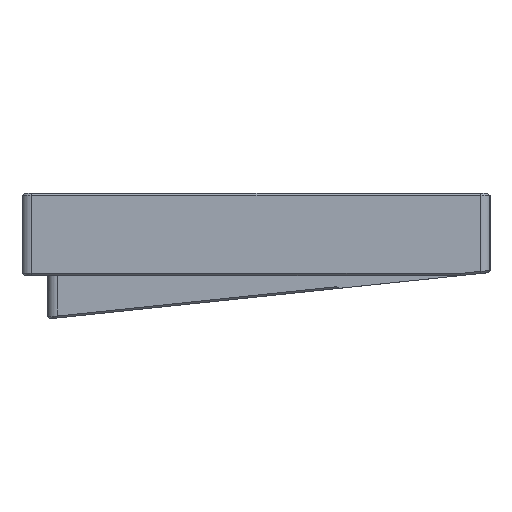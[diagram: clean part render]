
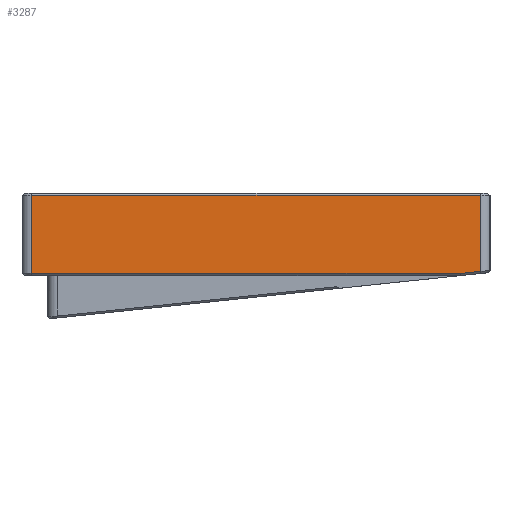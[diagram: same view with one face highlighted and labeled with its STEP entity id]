
A CAD part, left-side view. The second image highlights one B-rep face of the part: STEP entity #3287.
In plain terms, the highlighted planar face has unit normal (-1, 0, 0).
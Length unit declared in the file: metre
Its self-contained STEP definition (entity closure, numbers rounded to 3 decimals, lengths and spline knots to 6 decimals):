
#179=LINE('',#5287,#479);
#180=LINE('',#5290,#480);
#181=LINE('',#5292,#481);
#182=LINE('',#5294,#482);
#183=LINE('',#5296,#483);
#479=VECTOR('',#4146,1.);
#480=VECTOR('',#4147,1.);
#481=VECTOR('',#4148,1.);
#482=VECTOR('',#4149,1.);
#483=VECTOR('',#4150,1.);
#683=PLANE('',#3573);
#1133=ORIENTED_EDGE('',*,*,#2092,.T.);
#1134=ORIENTED_EDGE('',*,*,#2093,.T.);
#1135=ORIENTED_EDGE('',*,*,#2094,.T.);
#1136=ORIENTED_EDGE('',*,*,#2095,.T.);
#1137=ORIENTED_EDGE('',*,*,#2096,.T.);
#2092=EDGE_CURVE('',#2569,#2570,#179,.T.);
#2093=EDGE_CURVE('',#2570,#2571,#180,.T.);
#2094=EDGE_CURVE('',#2571,#2572,#181,.T.);
#2095=EDGE_CURVE('',#2572,#2573,#182,.T.);
#2096=EDGE_CURVE('',#2573,#2569,#183,.F.);
#2569=VERTEX_POINT('',#5288);
#2570=VERTEX_POINT('',#5289);
#2571=VERTEX_POINT('',#5291);
#2572=VERTEX_POINT('',#5293);
#2573=VERTEX_POINT('',#5295);
#2757=EDGE_LOOP('',(#1133,#1134,#1135,#1136,#1137));
#2984=FACE_BOUND('',#2757,.T.);
#3287=ADVANCED_FACE('',(#2984),#683,.T.);
#3573=AXIS2_PLACEMENT_3D('',#5286,#4144,#4145);
#4144=DIRECTION('',(-1.,0.,0.));
#4145=DIRECTION('',(0.,0.,1.));
#4146=DIRECTION('',(0.,-1.,0.));
#4147=DIRECTION('',(0.,-0.995,0.105));
#4148=DIRECTION('',(0.,0.,1.));
#4149=DIRECTION('',(0.,1.,0.));
#4150=DIRECTION('',(0.,0.,1.));
#5286=CARTESIAN_POINT('',(-0.157375,0.,-0.000002));
#5287=CARTESIAN_POINT('',(-0.157375,0.,0.011347));
#5288=CARTESIAN_POINT('',(-0.157375,0.05285,0.011347));
#5289=CARTESIAN_POINT('',(-0.157375,-0.048074,0.011347));
#5290=CARTESIAN_POINT('',(-0.157375,0.000655,0.006225));
#5291=CARTESIAN_POINT('',(-0.157375,-0.05285,0.011849));
#5292=CARTESIAN_POINT('',(-0.157375,-0.05285,0.030247));
#5293=CARTESIAN_POINT('',(-0.157375,-0.05285,0.029747));
#5294=CARTESIAN_POINT('',(-0.157375,0.05285,0.029747));
#5295=CARTESIAN_POINT('',(-0.157375,0.05285,0.029747));
#5296=CARTESIAN_POINT('',(-0.157375,0.05285,-0.000002));
